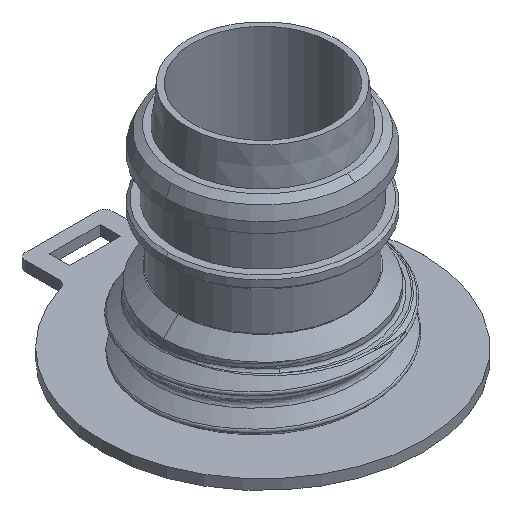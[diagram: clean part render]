
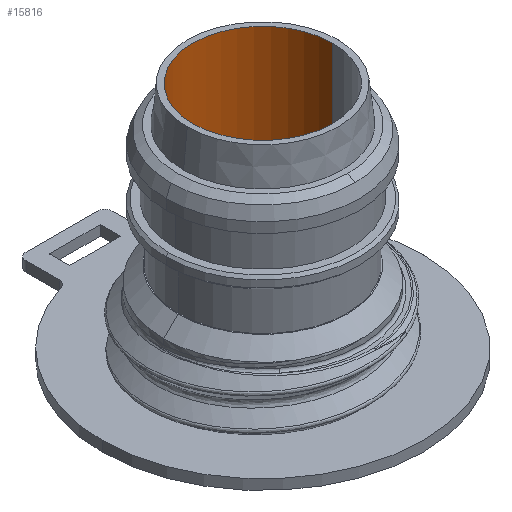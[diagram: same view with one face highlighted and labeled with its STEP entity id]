
A CAD part, isometric view. The second image highlights one B-rep face of the part: STEP entity #15816.
In plain terms, the highlighted cylindrical face has radius 13.75 mm (diameter 27.5 mm), a partial arc.
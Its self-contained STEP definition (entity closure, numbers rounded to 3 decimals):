
#57 = DIRECTION ( 'NONE',  ( 0., 0., -1. ) ) ;
#993 = DIRECTION ( 'NONE',  ( 1., 0., 0. ) ) ;
#2010 = CARTESIAN_POINT ( 'NONE',  ( -13.75, 0., 15.5 ) ) ;
#2473 = DIRECTION ( 'NONE',  ( 1., 0., 0. ) ) ;
#2779 = FACE_OUTER_BOUND ( 'NONE', #15376, .T. ) ;
#4168 = DIRECTION ( 'NONE',  ( 0., 0., 1. ) ) ;
#4492 = VECTOR ( 'NONE', #4168, 1000. ) ;
#4654 = DIRECTION ( 'NONE',  ( 0., 0., 1. ) ) ;
#5516 = ORIENTED_EDGE ( 'NONE', *, *, #14756, .T. ) ;
#5803 = CYLINDRICAL_SURFACE ( 'NONE', #14924, 13.75 ) ;
#6231 = CIRCLE ( 'NONE', #10848, 13.75 ) ;
#6441 = CARTESIAN_POINT ( 'NONE',  ( 0., 0., 15.5 ) ) ;
#6580 = CARTESIAN_POINT ( 'NONE',  ( 13.75, 0., 15.5 ) ) ;
#6963 = CARTESIAN_POINT ( 'NONE',  ( 13.75, 0., 1.2 ) ) ;
#7023 = ORIENTED_EDGE ( 'NONE', *, *, #11235, .F. ) ;
#7028 = CARTESIAN_POINT ( 'NONE',  ( 0., 0., 1.2 ) ) ;
#7112 = VECTOR ( 'NONE', #14022, 1000. ) ;
#7360 = VERTEX_POINT ( 'NONE', #8825 ) ;
#8025 = DIRECTION ( 'NONE',  ( 0., 0., 1. ) ) ;
#8825 = CARTESIAN_POINT ( 'NONE',  ( -13.75, 0., 1.2 ) ) ;
#10269 = VERTEX_POINT ( 'NONE', #10701 ) ;
#10701 = CARTESIAN_POINT ( 'NONE',  ( -13.75, 0., 31. ) ) ;
#10848 = AXIS2_PLACEMENT_3D ( 'NONE', #7028, #4654, #993 ) ;
#10970 = CIRCLE ( 'NONE', #13976, 13.75 ) ;
#11194 = ORIENTED_EDGE ( 'NONE', *, *, #14375, .F. ) ;
#11235 = EDGE_CURVE ( 'NONE', #10269, #12167, #10970, .T. ) ;
#12167 = VERTEX_POINT ( 'NONE', #14322 ) ;
#12175 = CARTESIAN_POINT ( 'NONE',  ( 0., 0., 31. ) ) ;
#12397 = DIRECTION ( 'NONE',  ( 1., 0., 0. ) ) ;
#12967 = EDGE_CURVE ( 'NONE', #7360, #10269, #13612, .T. ) ;
#13484 = LINE ( 'NONE', #6580, #4492 ) ;
#13612 = LINE ( 'NONE', #2010, #7112 ) ;
#13976 = AXIS2_PLACEMENT_3D ( 'NONE', #12175, #57, #12397 ) ;
#14022 = DIRECTION ( 'NONE',  ( 0., 0., 1. ) ) ;
#14322 = CARTESIAN_POINT ( 'NONE',  ( 13.75, 0., 31. ) ) ;
#14375 = EDGE_CURVE ( 'NONE', #14464, #7360, #6231, .T. ) ;
#14464 = VERTEX_POINT ( 'NONE', #6963 ) ;
#14756 = EDGE_CURVE ( 'NONE', #14464, #12167, #13484, .T. ) ;
#14924 = AXIS2_PLACEMENT_3D ( 'NONE', #6441, #8025, #2473 ) ;
#15376 = EDGE_LOOP ( 'NONE', ( #15553, #11194, #5516, #7023 ) ) ;
#15553 = ORIENTED_EDGE ( 'NONE', *, *, #12967, .F. ) ;
#15816 = ADVANCED_FACE ( 'NONE', ( #2779 ), #5803, .F. ) ;
